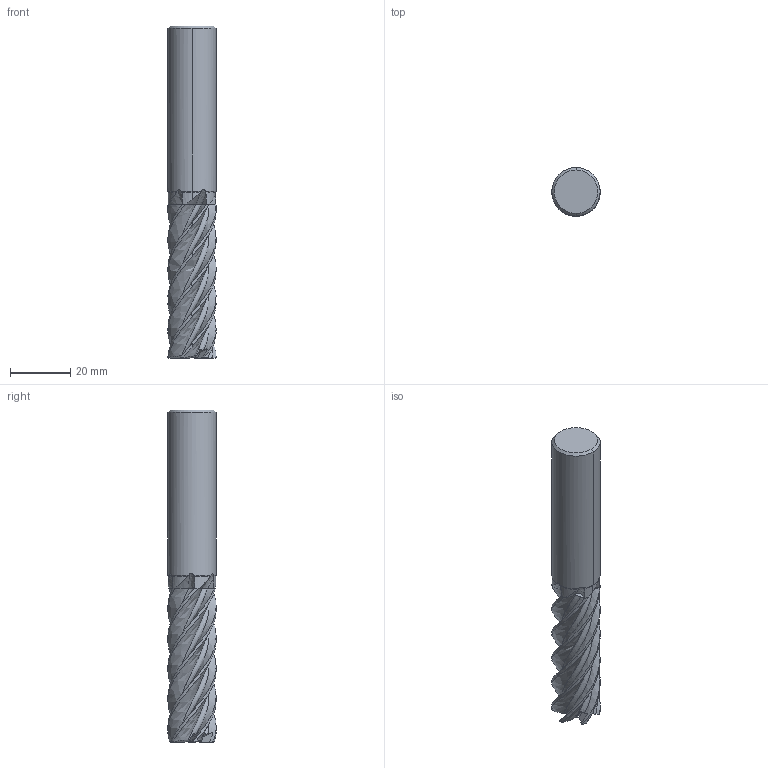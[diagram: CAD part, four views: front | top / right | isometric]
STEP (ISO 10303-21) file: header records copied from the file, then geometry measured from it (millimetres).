
FILE_DESCRIPTION(('no description'),'unknown implementation level');
FILE_NAME('EXM1-M03-0113-16-Detail.stp',' ',('CIMSOURCE GmbH'),('CADClick - KiM GmbH - www.kimweb.de'),'unknown preprocess','ACIS','unknown authorization');
FILE_SCHEMA(('automotive_design'));
Length unit declared in the file: millimetre
Products named in the file (2): NOCUT; CUT
Bounding box: 16 x 16 x 110 mm (x, y, z)
Volume: 17619.8 mm3; surface area: 9441 mm2
Topology: 2 solids, 2 shells, 190 faces, 548 edges, 360 vertices
Faces by surface type: plane 74, bspline 48, cone 30, revolution 18, cylinder 14, torus 6
Entity records: 33747 total; most frequent: CARTESIAN_POINT 23202, STYLED_ITEM 1100, PRESENTATION_STYLE_ASSIGNMENT 1100, COLOUR_RGB 1100, ORIENTED_EDGE 1096, DIRECTION 702, EDGE_CURVE 548, CURVE_STYLE 548
